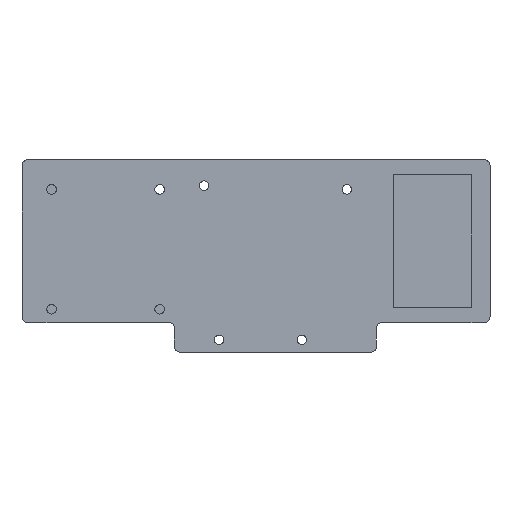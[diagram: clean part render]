
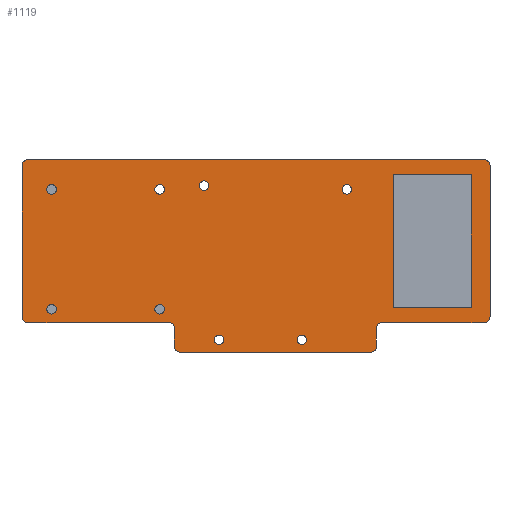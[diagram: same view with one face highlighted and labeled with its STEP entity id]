
A CAD part, top view. The second image highlights one B-rep face of the part: STEP entity #1119.
In plain terms, the highlighted planar face has unit normal (0, 0, 1).
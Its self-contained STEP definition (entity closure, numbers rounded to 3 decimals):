
#22=FACE_BOUND('',#184,.T.);
#23=FACE_BOUND('',#185,.T.);
#24=FACE_BOUND('',#186,.T.);
#25=FACE_BOUND('',#187,.T.);
#26=FACE_BOUND('',#188,.T.);
#27=FACE_BOUND('',#189,.T.);
#28=FACE_BOUND('',#190,.T.);
#29=FACE_BOUND('',#191,.T.);
#30=FACE_BOUND('',#192,.T.);
#59=PLANE('',#1246);
#110=FACE_OUTER_BOUND('',#183,.T.);
#183=EDGE_LOOP('',(#884,#885,#886,#887,#888,#889,#890,#891,#892,#893,#894,
#895,#896,#897,#898,#899));
#184=EDGE_LOOP('',(#900));
#185=EDGE_LOOP('',(#901));
#186=EDGE_LOOP('',(#902));
#187=EDGE_LOOP('',(#903));
#188=EDGE_LOOP('',(#904));
#189=EDGE_LOOP('',(#905));
#190=EDGE_LOOP('',(#906));
#191=EDGE_LOOP('',(#907));
#192=EDGE_LOOP('',(#908,#909,#910,#911));
#248=LINE('',#1730,#338);
#252=LINE('',#1742,#342);
#258=LINE('',#1763,#348);
#264=LINE('',#1778,#354);
#265=LINE('',#1782,#355);
#269=LINE('',#1790,#359);
#272=LINE('',#1796,#362);
#275=LINE('',#1801,#365);
#281=LINE('',#1822,#371);
#294=LINE('',#1885,#384);
#295=LINE('',#1889,#385);
#296=LINE('',#1893,#386);
#338=VECTOR('',#1384,10.);
#342=VECTOR('',#1396,10.);
#348=VECTOR('',#1418,10.);
#354=VECTOR('',#1428,10.);
#355=VECTOR('',#1431,10.);
#359=VECTOR('',#1437,10.);
#362=VECTOR('',#1442,10.);
#365=VECTOR('',#1447,10.);
#371=VECTOR('',#1467,10.);
#384=VECTOR('',#1512,10.);
#385=VECTOR('',#1515,10.);
#386=VECTOR('',#1518,10.);
#416=CIRCLE('',#1177,1.6);
#418=CIRCLE('',#1180,1.6);
#420=CIRCLE('',#1183,1.6);
#422=CIRCLE('',#1186,1.6);
#424=CIRCLE('',#1189,1.6);
#426=CIRCLE('',#1193,1.6);
#428=CIRCLE('',#1196,1.6);
#430=CIRCLE('',#1200,1.6);
#433=CIRCLE('',#1205,2.);
#435=CIRCLE('',#1209,2.);
#438=CIRCLE('',#1215,2.);
#439=CIRCLE('',#1217,2.);
#452=CIRCLE('',#1247,2.);
#453=CIRCLE('',#1248,2.);
#454=CIRCLE('',#1249,2.);
#455=CIRCLE('',#1250,2.);
#480=VERTEX_POINT('',#1666);
#482=VERTEX_POINT('',#1672);
#484=VERTEX_POINT('',#1678);
#486=VERTEX_POINT('',#1684);
#488=VERTEX_POINT('',#1690);
#490=VERTEX_POINT('',#1697);
#492=VERTEX_POINT('',#1703);
#494=VERTEX_POINT('',#1710);
#498=VERTEX_POINT('',#1720);
#499=VERTEX_POINT('',#1722);
#501=VERTEX_POINT('',#1728);
#503=VERTEX_POINT('',#1734);
#505=VERTEX_POINT('',#1740);
#509=VERTEX_POINT('',#1752);
#510=VERTEX_POINT('',#1756);
#511=VERTEX_POINT('',#1758);
#512=VERTEX_POINT('',#1762);
#519=VERTEX_POINT('',#1776);
#520=VERTEX_POINT('',#1780);
#521=VERTEX_POINT('',#1781);
#524=VERTEX_POINT('',#1789);
#526=VERTEX_POINT('',#1795);
#549=VERTEX_POINT('',#1882);
#550=VERTEX_POINT('',#1884);
#551=VERTEX_POINT('',#1886);
#552=VERTEX_POINT('',#1888);
#553=VERTEX_POINT('',#1890);
#554=VERTEX_POINT('',#1892);
#584=EDGE_CURVE('',#480,#480,#416,.T.);
#587=EDGE_CURVE('',#482,#482,#418,.T.);
#590=EDGE_CURVE('',#484,#484,#420,.T.);
#593=EDGE_CURVE('',#486,#486,#422,.T.);
#596=EDGE_CURVE('',#488,#488,#424,.T.);
#599=EDGE_CURVE('',#490,#490,#426,.T.);
#602=EDGE_CURVE('',#492,#492,#428,.T.);
#605=EDGE_CURVE('',#494,#494,#430,.T.);
#610=EDGE_CURVE('',#498,#499,#433,.T.);
#614=EDGE_CURVE('',#498,#501,#248,.T.);
#617=EDGE_CURVE('',#503,#501,#435,.T.);
#620=EDGE_CURVE('',#503,#505,#252,.T.);
#626=EDGE_CURVE('',#509,#505,#438,.T.);
#628=EDGE_CURVE('',#510,#511,#439,.T.);
#630=EDGE_CURVE('',#512,#499,#258,.T.);
#638=EDGE_CURVE('',#510,#519,#264,.T.);
#639=EDGE_CURVE('',#520,#521,#265,.T.);
#643=EDGE_CURVE('',#524,#520,#269,.T.);
#646=EDGE_CURVE('',#526,#524,#272,.T.);
#649=EDGE_CURVE('',#521,#526,#275,.T.);
#659=EDGE_CURVE('',#509,#511,#281,.T.);
#679=EDGE_CURVE('',#549,#519,#452,.T.);
#680=EDGE_CURVE('',#549,#550,#294,.T.);
#681=EDGE_CURVE('',#551,#550,#453,.T.);
#682=EDGE_CURVE('',#551,#552,#295,.T.);
#683=EDGE_CURVE('',#553,#552,#454,.T.);
#684=EDGE_CURVE('',#553,#554,#296,.T.);
#685=EDGE_CURVE('',#512,#554,#455,.T.);
#884=ORIENTED_EDGE('',*,*,#617,.F.);
#885=ORIENTED_EDGE('',*,*,#620,.T.);
#886=ORIENTED_EDGE('',*,*,#626,.F.);
#887=ORIENTED_EDGE('',*,*,#659,.T.);
#888=ORIENTED_EDGE('',*,*,#628,.F.);
#889=ORIENTED_EDGE('',*,*,#638,.T.);
#890=ORIENTED_EDGE('',*,*,#679,.F.);
#891=ORIENTED_EDGE('',*,*,#680,.T.);
#892=ORIENTED_EDGE('',*,*,#681,.F.);
#893=ORIENTED_EDGE('',*,*,#682,.T.);
#894=ORIENTED_EDGE('',*,*,#683,.F.);
#895=ORIENTED_EDGE('',*,*,#684,.T.);
#896=ORIENTED_EDGE('',*,*,#685,.F.);
#897=ORIENTED_EDGE('',*,*,#630,.T.);
#898=ORIENTED_EDGE('',*,*,#610,.F.);
#899=ORIENTED_EDGE('',*,*,#614,.T.);
#900=ORIENTED_EDGE('',*,*,#584,.T.);
#901=ORIENTED_EDGE('',*,*,#587,.T.);
#902=ORIENTED_EDGE('',*,*,#590,.T.);
#903=ORIENTED_EDGE('',*,*,#593,.T.);
#904=ORIENTED_EDGE('',*,*,#596,.T.);
#905=ORIENTED_EDGE('',*,*,#599,.T.);
#906=ORIENTED_EDGE('',*,*,#602,.T.);
#907=ORIENTED_EDGE('',*,*,#605,.T.);
#908=ORIENTED_EDGE('',*,*,#639,.T.);
#909=ORIENTED_EDGE('',*,*,#649,.T.);
#910=ORIENTED_EDGE('',*,*,#646,.T.);
#911=ORIENTED_EDGE('',*,*,#643,.T.);
#1119=ADVANCED_FACE('',(#110,#22,#23,#24,#25,#26,#27,#28,#29,#30),#59,.T.);
#1177=AXIS2_PLACEMENT_3D('',#1667,#1312,#1313);
#1180=AXIS2_PLACEMENT_3D('',#1673,#1319,#1320);
#1183=AXIS2_PLACEMENT_3D('',#1679,#1326,#1327);
#1186=AXIS2_PLACEMENT_3D('',#1685,#1333,#1334);
#1189=AXIS2_PLACEMENT_3D('',#1691,#1340,#1341);
#1193=AXIS2_PLACEMENT_3D('',#1698,#1349,#1350);
#1196=AXIS2_PLACEMENT_3D('',#1704,#1356,#1357);
#1200=AXIS2_PLACEMENT_3D('',#1711,#1365,#1366);
#1205=AXIS2_PLACEMENT_3D('',#1723,#1377,#1378);
#1209=AXIS2_PLACEMENT_3D('',#1736,#1390,#1391);
#1215=AXIS2_PLACEMENT_3D('',#1754,#1408,#1409);
#1217=AXIS2_PLACEMENT_3D('',#1759,#1413,#1414);
#1246=AXIS2_PLACEMENT_3D('',#1881,#1508,#1509);
#1247=AXIS2_PLACEMENT_3D('',#1883,#1510,#1511);
#1248=AXIS2_PLACEMENT_3D('',#1887,#1513,#1514);
#1249=AXIS2_PLACEMENT_3D('',#1891,#1516,#1517);
#1250=AXIS2_PLACEMENT_3D('',#1894,#1519,#1520);
#1312=DIRECTION('center_axis',(0.,0.,-1.));
#1313=DIRECTION('ref_axis',(1.,0.,0.));
#1319=DIRECTION('center_axis',(0.,0.,-1.));
#1320=DIRECTION('ref_axis',(1.,0.,0.));
#1326=DIRECTION('center_axis',(0.,0.,-1.));
#1327=DIRECTION('ref_axis',(1.,0.,0.));
#1333=DIRECTION('center_axis',(0.,0.,-1.));
#1334=DIRECTION('ref_axis',(1.,0.,0.));
#1340=DIRECTION('center_axis',(0.,0.,-1.));
#1341=DIRECTION('ref_axis',(1.,0.,0.));
#1349=DIRECTION('center_axis',(0.,0.,-1.));
#1350=DIRECTION('ref_axis',(1.,0.,0.));
#1356=DIRECTION('center_axis',(0.,0.,-1.));
#1357=DIRECTION('ref_axis',(1.,0.,0.));
#1365=DIRECTION('center_axis',(0.,0.,-1.));
#1366=DIRECTION('ref_axis',(1.,0.,0.));
#1377=DIRECTION('center_axis',(0.,0.,1.));
#1378=DIRECTION('ref_axis',(0.707,0.707,0.));
#1384=DIRECTION('',(0.,-1.,0.));
#1390=DIRECTION('center_axis',(0.,0.,-1.));
#1391=DIRECTION('ref_axis',(-0.707,-0.707,0.));
#1396=DIRECTION('',(1.,0.,0.));
#1408=DIRECTION('center_axis',(0.,0.,-1.));
#1409=DIRECTION('ref_axis',(0.707,-0.707,0.));
#1413=DIRECTION('center_axis',(0.,0.,1.));
#1414=DIRECTION('ref_axis',(-0.707,0.707,0.));
#1418=DIRECTION('',(1.,0.,0.));
#1428=DIRECTION('',(1.,0.,0.));
#1431=DIRECTION('',(0.,-1.,0.));
#1437=DIRECTION('',(1.,0.,0.));
#1442=DIRECTION('',(0.,1.,0.));
#1447=DIRECTION('',(-1.,0.,0.));
#1467=DIRECTION('',(0.,1.,0.));
#1508=DIRECTION('center_axis',(0.,0.,1.));
#1509=DIRECTION('ref_axis',(1.,0.,0.));
#1510=DIRECTION('center_axis',(0.,0.,-1.));
#1511=DIRECTION('ref_axis',(0.707,-0.707,0.));
#1512=DIRECTION('',(0.,1.,0.));
#1513=DIRECTION('center_axis',(0.,0.,-1.));
#1514=DIRECTION('ref_axis',(0.707,0.707,0.));
#1515=DIRECTION('',(-1.,0.,0.));
#1516=DIRECTION('center_axis',(0.,0.,-1.));
#1517=DIRECTION('ref_axis',(-0.707,0.707,0.));
#1518=DIRECTION('',(0.,-1.,0.));
#1519=DIRECTION('center_axis',(0.,0.,-1.));
#1520=DIRECTION('ref_axis',(-0.707,-0.707,0.));
#1666=CARTESIAN_POINT('',(38.9,28.77,17.5));
#1667=CARTESIAN_POINT('Origin',(40.5,28.77,17.5));
#1672=CARTESIAN_POINT('',(87.155,27.5,17.5));
#1673=CARTESIAN_POINT('Origin',(88.755,27.5,17.5));
#1678=CARTESIAN_POINT('',(71.92,-23.3,17.5));
#1679=CARTESIAN_POINT('Origin',(73.52,-23.3,17.5));
#1684=CARTESIAN_POINT('',(43.98,-23.3,17.5));
#1685=CARTESIAN_POINT('Origin',(45.58,-23.3,17.5));
#1690=CARTESIAN_POINT('',(23.9,-13.,17.5));
#1691=CARTESIAN_POINT('Origin',(25.5,-13.,17.5));
#1697=CARTESIAN_POINT('',(23.9,27.5,17.5));
#1698=CARTESIAN_POINT('Origin',(25.5,27.5,17.5));
#1703=CARTESIAN_POINT('',(-12.6,27.5,17.5));
#1704=CARTESIAN_POINT('Origin',(-11.,27.5,17.5));
#1710=CARTESIAN_POINT('',(-12.6,-13.,17.5));
#1711=CARTESIAN_POINT('Origin',(-11.,-13.,17.5));
#1720=CARTESIAN_POINT('',(30.5,-19.5,17.5));
#1722=CARTESIAN_POINT('',(28.5,-17.5,17.5));
#1723=CARTESIAN_POINT('Origin',(28.5,-19.5,17.5));
#1728=CARTESIAN_POINT('',(30.5,-25.5,17.5));
#1730=CARTESIAN_POINT('',(30.5,-17.5,17.5));
#1734=CARTESIAN_POINT('',(32.5,-27.5,17.5));
#1736=CARTESIAN_POINT('Origin',(32.5,-25.5,17.5));
#1740=CARTESIAN_POINT('',(96.755,-27.5,17.5));
#1742=CARTESIAN_POINT('',(-21.,-27.5,17.5));
#1752=CARTESIAN_POINT('',(98.755,-25.5,17.5));
#1754=CARTESIAN_POINT('Origin',(96.755,-25.5,17.5));
#1756=CARTESIAN_POINT('',(100.755,-17.5,17.5));
#1758=CARTESIAN_POINT('',(98.755,-19.5,17.5));
#1759=CARTESIAN_POINT('Origin',(100.755,-19.5,17.5));
#1762=CARTESIAN_POINT('',(-19.,-17.5,17.5));
#1763=CARTESIAN_POINT('',(-18.375,-17.5,17.5));
#1776=CARTESIAN_POINT('',(135.1,-17.5,17.5));
#1778=CARTESIAN_POINT('',(-18.375,-17.5,17.5));
#1780=CARTESIAN_POINT('',(130.85,32.5,17.5));
#1781=CARTESIAN_POINT('',(130.85,-12.4,17.5));
#1782=CARTESIAN_POINT('',(130.85,21.25,17.5));
#1789=CARTESIAN_POINT('',(104.45,32.5,17.5));
#1790=CARTESIAN_POINT('',(82.125,32.5,17.5));
#1795=CARTESIAN_POINT('',(104.45,-12.4,17.5));
#1796=CARTESIAN_POINT('',(104.45,-1.2,17.5));
#1801=CARTESIAN_POINT('',(95.325,-12.4,17.5));
#1822=CARTESIAN_POINT('',(98.755,-27.5,17.5));
#1881=CARTESIAN_POINT('Origin',(59.8,10.,17.5));
#1882=CARTESIAN_POINT('',(137.1,-15.5,17.5));
#1883=CARTESIAN_POINT('Origin',(135.1,-15.5,17.5));
#1884=CARTESIAN_POINT('',(137.1,35.5,17.5));
#1885=CARTESIAN_POINT('',(137.1,-17.5,17.5));
#1886=CARTESIAN_POINT('',(135.1,37.5,17.5));
#1887=CARTESIAN_POINT('Origin',(135.1,35.5,17.5));
#1888=CARTESIAN_POINT('',(-19.,37.5,17.5));
#1889=CARTESIAN_POINT('',(17.5,37.5,17.5));
#1890=CARTESIAN_POINT('',(-21.,35.5,17.5));
#1891=CARTESIAN_POINT('Origin',(-19.,35.5,17.5));
#1892=CARTESIAN_POINT('',(-21.,-15.5,17.5));
#1893=CARTESIAN_POINT('',(-21.,37.5,17.5));
#1894=CARTESIAN_POINT('Origin',(-19.,-15.5,17.5));
